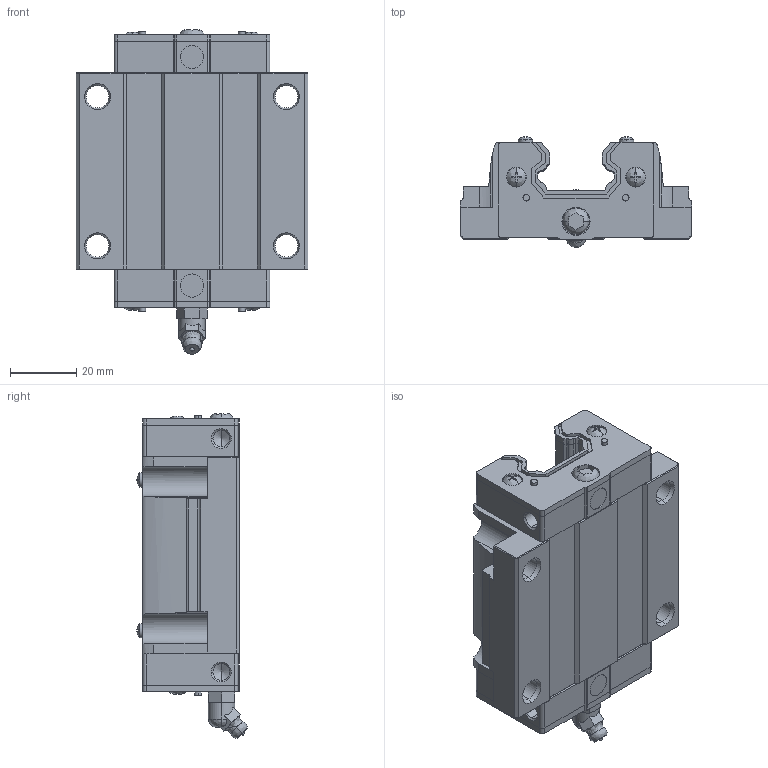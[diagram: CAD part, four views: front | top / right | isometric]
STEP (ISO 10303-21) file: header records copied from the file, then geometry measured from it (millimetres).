
FILE_DESCRIPTION (( 'STEP AP203' ), '1' );
FILE_NAME ('AL-HGW25CC.STEP', '2024-11-26T11:01:22', ( '' ), ( '' ), 'SwSTEP 2.0', 'SolidWorks 2021', '' );
FILE_SCHEMA (( 'CONFIG_CONTROL_DESIGN' ));
Length unit declared in the file: millimetre
Products named in the file (1): AL-HGW25CC
Bounding box: 70 x 33.32 x 97.92 mm (x, y, z)
Volume: 102165.8 mm3; surface area: 37387.3 mm2
Topology: 18 solids, 18 shells, 899 faces, 2374 edges, 1534 vertices
Faces by surface type: plane 488, cylinder 272, bspline 73, cone 66
Entity records: 29373 total; most frequent: CARTESIAN_POINT 7271, ORIENTED_EDGE 4700, DIRECTION 4459, EDGE_CURVE 2350, VERTEX_POINT 1534, AXIS2_PLACEMENT_3D 1508, LINE 1443, VECTOR 1443
